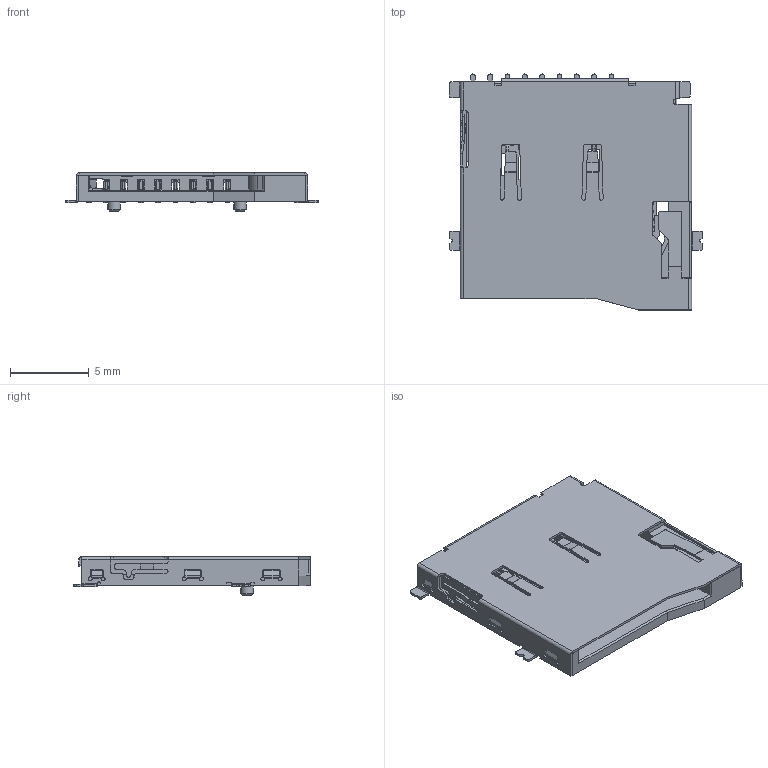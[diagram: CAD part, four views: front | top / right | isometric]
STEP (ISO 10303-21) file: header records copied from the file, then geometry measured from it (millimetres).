
FILE_DESCRIPTION(/* description */ (''),/* implementation_level */ '2;1');
FILE_NAME(/* name */ 'TF-15x15.step',/* time_stamp */ '2021-06-04T17:43:29-05:00',/* author */ (''),/* organization */ (''),/* preprocessor_version */ 'ST-DEVELOPER v18.1',/* originating_system */ 'Autodesk Translation Framework v10.9.0.1377',/* authorisation */ '');
FILE_SCHEMA (('AUTOMOTIVE_DESIGN { 1 0 10303 214 3 1 1 }'));
Length unit declared in the file: millimetre
Products named in the file (1): TF-15x15
Bounding box: 16.1 x 15 x 2.45 mm (x, y, z)
Volume: 197.5 mm3; surface area: 1213.2 mm2
Topology: 14 solids, 14 shells, 1252 faces, 3214 edges, 1969 vertices
Faces by surface type: plane 900, cylinder 292, torus 48, bspline 10, cone 2
Full cylindrical faces by diameter (mm): 0.3 x1, 0.7 x1, 0.8 x2
Entity records: 40916 total; most frequent: CARTESIAN_POINT 10132, ORIENTED_EDGE 6428, DIRECTION 6332, EDGE_CURVE 3214, LINE 2538, VECTOR 2538, VERTEX_POINT 1969, AXIS2_PLACEMENT_3D 1897
